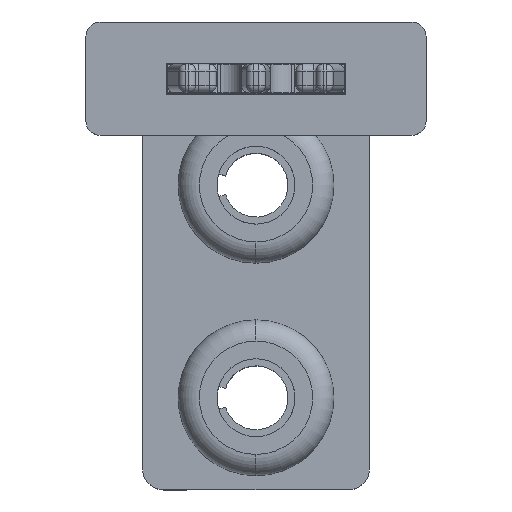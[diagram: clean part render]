
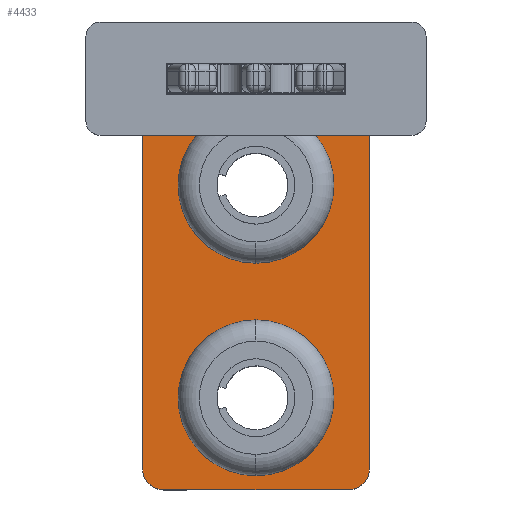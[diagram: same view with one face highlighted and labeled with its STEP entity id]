
A CAD part, top view. The second image highlights one B-rep face of the part: STEP entity #4433.
In plain terms, the highlighted planar face has unit normal (0, 0, 1).
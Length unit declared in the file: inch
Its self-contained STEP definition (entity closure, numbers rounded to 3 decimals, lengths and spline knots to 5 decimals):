
#38 = VECTOR ( 'NONE', #559, 39.37008 ) ;
#79 = DIRECTION ( 'NONE',  ( 1., 0., 0. ) ) ;
#83 = ORIENTED_EDGE ( 'NONE', *, *, #3704, .T. ) ;
#172 = DIRECTION ( 'NONE',  ( 0., 0., -1. ) ) ;
#194 = EDGE_CURVE ( 'NONE', #3672, #3318, #5038, .T. ) ;
#260 = AXIS2_PLACEMENT_3D ( 'NONE', #5035, #1330, #432 ) ;
#272 = EDGE_LOOP ( 'NONE', ( #4556, #4911, #2323, #5404, #83, #3728 ) ) ;
#306 = CARTESIAN_POINT ( 'NONE',  ( -0.17639, 1.06215, 0.07874 ) ) ;
#432 = DIRECTION ( 'NONE',  ( 1., 0., 0. ) ) ;
#493 = LINE ( 'NONE', #5163, #38 ) ;
#544 = VECTOR ( 'NONE', #2185, 39.37008 ) ;
#553 = LINE ( 'NONE', #2431, #738 ) ;
#559 = DIRECTION ( 'NONE',  ( -1., 0., 0. ) ) ;
#581 = CARTESIAN_POINT ( 'NONE',  ( 0.00108, 0.24719, 0.07874 ) ) ;
#638 = CARTESIAN_POINT ( 'NONE',  ( 0.25699, -0.00872, 0.07874 ) ) ;
#738 = VECTOR ( 'NONE', #5182, 39.37008 ) ;
#764 = EDGE_CURVE ( 'NONE', #2500, #3054, #3595, .T. ) ;
#810 = DIRECTION ( 'NONE',  ( 1., 0., 0. ) ) ;
#926 = CARTESIAN_POINT ( 'NONE',  ( 0.00108, 0.24719, 0.07874 ) ) ;
#1007 = EDGE_CURVE ( 'NONE', #5369, #4313, #1061, .T. ) ;
#1025 = AXIS2_PLACEMENT_3D ( 'NONE', #2507, #172, #2045 ) ;
#1061 = LINE ( 'NONE', #5760, #2314 ) ;
#1192 = ORIENTED_EDGE ( 'NONE', *, *, #764, .T. ) ;
#1198 = CIRCLE ( 'NONE', #4245, 0.05906 ) ;
#1241 = CARTESIAN_POINT ( 'NONE',  ( -0.31388, 1.06215, 0.07874 ) ) ;
#1315 = CARTESIAN_POINT ( 'NONE',  ( -0.25482, -0.00872, 0.07874 ) ) ;
#1330 = DIRECTION ( 'NONE',  ( 0., 0., 1. ) ) ;
#1340 = CARTESIAN_POINT ( 'NONE',  ( 0.00108, 0.83774, 0.07874 ) ) ;
#1409 = AXIS2_PLACEMENT_3D ( 'NONE', #926, #4192, #79 ) ;
#1554 = DIRECTION ( 'NONE',  ( 0., 1., 0. ) ) ;
#1897 = CIRCLE ( 'NONE', #1409, 0.13976 ) ;
#1920 = AXIS2_PLACEMENT_3D ( 'NONE', #581, #5332, #2554 ) ;
#1982 = ORIENTED_EDGE ( 'NONE', *, *, #2651, .T. ) ;
#2045 = DIRECTION ( 'NONE',  ( 1., 0., 0. ) ) ;
#2151 = DIRECTION ( 'NONE',  ( 1., 0., 0. ) ) ;
#2158 = EDGE_CURVE ( 'NONE', #3318, #3672, #5845, .T. ) ;
#2185 = DIRECTION ( 'NONE',  ( -1., 0., 0. ) ) ;
#2207 = DIRECTION ( 'NONE',  ( 0., 0., -1. ) ) ;
#2222 = AXIS2_PLACEMENT_3D ( 'NONE', #1340, #2750, #810 ) ;
#2274 = CARTESIAN_POINT ( 'NONE',  ( -0.13868, 0.83774, 0.07874 ) ) ;
#2314 = VECTOR ( 'NONE', #1554, 39.37008 ) ;
#2323 = ORIENTED_EDGE ( 'NONE', *, *, #2333, .F. ) ;
#2333 = EDGE_CURVE ( 'NONE', #3079, #3902, #5152, .T. ) ;
#2431 = CARTESIAN_POINT ( 'NONE',  ( 0.31605, 1.17238, 0.07874 ) ) ;
#2500 = VERTEX_POINT ( 'NONE', #5782 ) ;
#2507 = CARTESIAN_POINT ( 'NONE',  ( 0.00108, 0.83774, 0.07874 ) ) ;
#2554 = DIRECTION ( 'NONE',  ( 1., 0., 0. ) ) ;
#2651 = EDGE_CURVE ( 'NONE', #3054, #2500, #1897, .T. ) ;
#2672 = LINE ( 'NONE', #306, #544 ) ;
#2682 = FACE_BOUND ( 'NONE', #2868, .T. ) ;
#2750 = DIRECTION ( 'NONE',  ( 0., 0., -1. ) ) ;
#2827 = CARTESIAN_POINT ( 'NONE',  ( -0.13868, 0.24719, 0.07874 ) ) ;
#2868 = EDGE_LOOP ( 'NONE', ( #1192, #1982 ) ) ;
#2983 = VERTEX_POINT ( 'NONE', #4570 ) ;
#3054 = VERTEX_POINT ( 'NONE', #2827 ) ;
#3079 = VERTEX_POINT ( 'NONE', #3321 ) ;
#3171 = FACE_BOUND ( 'NONE', #5187, .T. ) ;
#3314 = CARTESIAN_POINT ( 'NONE',  ( 0.25699, 0.05034, 0.07874 ) ) ;
#3318 = VERTEX_POINT ( 'NONE', #4587 ) ;
#3321 = CARTESIAN_POINT ( 'NONE',  ( 0.31605, 0.05034, 0.07874 ) ) ;
#3491 = AXIS2_PLACEMENT_3D ( 'NONE', #3314, #5225, #4254 ) ;
#3595 = CIRCLE ( 'NONE', #1920, 0.13976 ) ;
#3637 = FACE_OUTER_BOUND ( 'NONE', #272, .T. ) ;
#3670 = VERTEX_POINT ( 'NONE', #1315 ) ;
#3672 = VERTEX_POINT ( 'NONE', #2274 ) ;
#3704 = EDGE_CURVE ( 'NONE', #2983, #4313, #2672, .T. ) ;
#3728 = ORIENTED_EDGE ( 'NONE', *, *, #1007, .F. ) ;
#3902 = VERTEX_POINT ( 'NONE', #638 ) ;
#4192 = DIRECTION ( 'NONE',  ( 0., 0., -1. ) ) ;
#4245 = AXIS2_PLACEMENT_3D ( 'NONE', #5891, #2207, #2151 ) ;
#4254 = DIRECTION ( 'NONE',  ( 1., 0., 0. ) ) ;
#4313 = VERTEX_POINT ( 'NONE', #1241 ) ;
#4433 = ADVANCED_FACE ( 'NONE', ( #3637, #2682, #3171 ), #4549, .T. ) ;
#4549 = PLANE ( 'NONE',  #260 ) ;
#4556 = ORIENTED_EDGE ( 'NONE', *, *, #5709, .F. ) ;
#4570 = CARTESIAN_POINT ( 'NONE',  ( 0.31605, 1.06215, 0.07874 ) ) ;
#4587 = CARTESIAN_POINT ( 'NONE',  ( 0.14085, 0.83774, 0.07874 ) ) ;
#4892 = ORIENTED_EDGE ( 'NONE', *, *, #2158, .T. ) ;
#4911 = ORIENTED_EDGE ( 'NONE', *, *, #5257, .F. ) ;
#4997 = ORIENTED_EDGE ( 'NONE', *, *, #194, .T. ) ;
#5003 = EDGE_CURVE ( 'NONE', #3079, #2983, #553, .T. ) ;
#5035 = CARTESIAN_POINT ( 'NONE',  ( -0.17639, 1.53852, 0.07874 ) ) ;
#5038 = CIRCLE ( 'NONE', #1025, 0.13976 ) ;
#5152 = CIRCLE ( 'NONE', #3491, 0.05906 ) ;
#5163 = CARTESIAN_POINT ( 'NONE',  ( 0.31605, -0.00872, 0.07874 ) ) ;
#5182 = DIRECTION ( 'NONE',  ( 0., 1., 0. ) ) ;
#5187 = EDGE_LOOP ( 'NONE', ( #4892, #4997 ) ) ;
#5225 = DIRECTION ( 'NONE',  ( 0., 0., -1. ) ) ;
#5257 = EDGE_CURVE ( 'NONE', #3902, #3670, #493, .T. ) ;
#5332 = DIRECTION ( 'NONE',  ( 0., 0., -1. ) ) ;
#5347 = CARTESIAN_POINT ( 'NONE',  ( -0.31388, 0.05034, 0.07874 ) ) ;
#5369 = VERTEX_POINT ( 'NONE', #5347 ) ;
#5404 = ORIENTED_EDGE ( 'NONE', *, *, #5003, .T. ) ;
#5709 = EDGE_CURVE ( 'NONE', #3670, #5369, #1198, .T. ) ;
#5760 = CARTESIAN_POINT ( 'NONE',  ( -0.31388, 1.17238, 0.07874 ) ) ;
#5782 = CARTESIAN_POINT ( 'NONE',  ( 0.14085, 0.24719, 0.07874 ) ) ;
#5845 = CIRCLE ( 'NONE', #2222, 0.13976 ) ;
#5891 = CARTESIAN_POINT ( 'NONE',  ( -0.25482, 0.05034, 0.07874 ) ) ;
